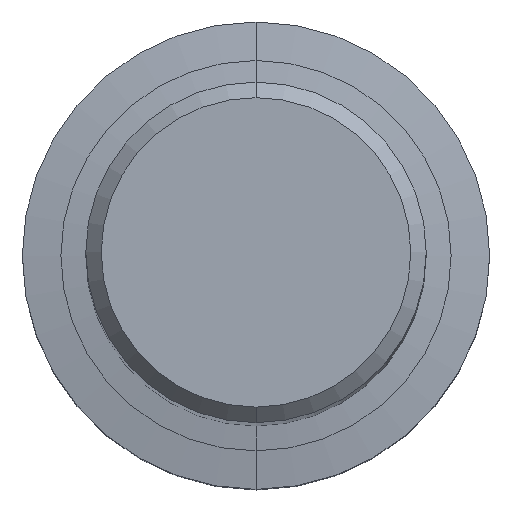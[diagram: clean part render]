
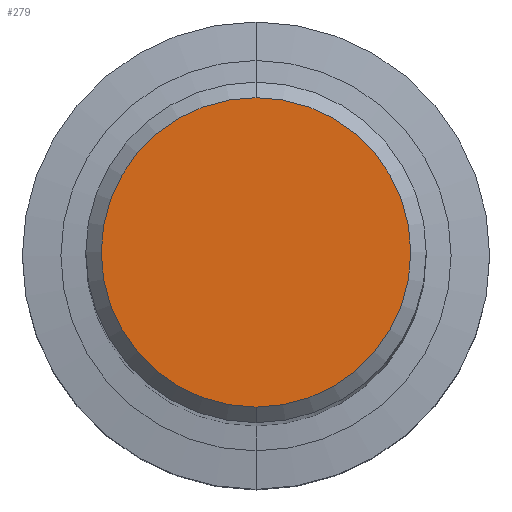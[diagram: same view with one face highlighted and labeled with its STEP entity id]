
A CAD part, top view. The second image highlights one B-rep face of the part: STEP entity #279.
In plain terms, the highlighted planar face has unit normal (0, 0, 1).
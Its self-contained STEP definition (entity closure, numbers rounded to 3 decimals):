
#279=ADVANCED_FACE('',(#640),#641,.T.);
#397=VERTEX_POINT('',#775);
#447=VERTEX_POINT('',#830);
#499=EDGE_CURVE('',#447,#397,#888,.T.);
#503=EDGE_CURVE('',#397,#447,#892,.T.);
#640=FACE_OUTER_BOUND('',#1206,.T.);
#641=PLANE('',#1207);
#775=CARTESIAN_POINT('',(0.0,10.0,0.0));
#830=CARTESIAN_POINT('',(0.,-10.0,0.0));
#888=CIRCLE('',#1729,10.0);
#892=CIRCLE('',#1735,10.0);
#1206=EDGE_LOOP('',(#1896,#1897));
#1207=AXIS2_PLACEMENT_3D('',#1898,#1899,#1900);
#1729=AXIS2_PLACEMENT_3D('',#2182,#2183,#2184);
#1735=AXIS2_PLACEMENT_3D('',#2188,#2189,#2190);
#1896=ORIENTED_EDGE('',*,*,#503,.F.);
#1897=ORIENTED_EDGE('',*,*,#499,.F.);
#1898=CARTESIAN_POINT('',(0.0,5.0,0.0));
#1899=DIRECTION('',(-0.0,0.0,1.0));
#1900=DIRECTION('',(0.0,-1.0,0.0));
#2182=CARTESIAN_POINT('',(0.0,0.0,0.0));
#2183=DIRECTION('',(0.0,0.0,-1.0));
#2184=DIRECTION('',(0.0,1.0,0.0));
#2188=CARTESIAN_POINT('',(0.0,0.0,0.0));
#2189=DIRECTION('',(0.0,0.0,-1.0));
#2190=DIRECTION('',(0.0,1.0,0.0));
